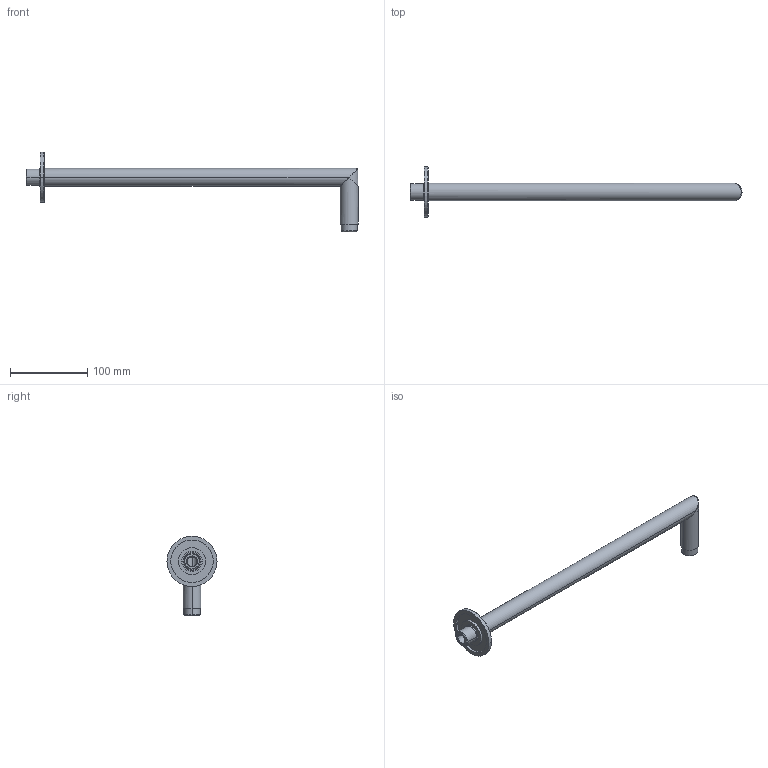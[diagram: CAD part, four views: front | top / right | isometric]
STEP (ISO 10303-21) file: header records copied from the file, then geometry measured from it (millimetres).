
FILE_DESCRIPTION(('CATIA V5 STEP Exchange','CAx-IF Rec.Pracs.--- Model Styling and Organization---1.5--- 2016-08-15','CAx-IF Rec.Pracs.---Supplemental Geometry---1.0---2011-11-01','CAx-IF Rec.Pracs.--- Composite Materials ---3.4---2017-06-13','CAx-IF Rec.Pracs.---Tessellated 3D Geometry---1.0---2015-12-17'),'2;1');
FILE_NAME('DSL13531 Braccio Doccia Oriz. L.400mm XION.stp','2025-07-11T11:56:18+00:00',('none'),('none'),'CATIA Version 5-6 Release 2020 SP3','CATIA V5 STEP AP242 v2','none');
FILE_SCHEMA(('AP242_MANAGED_MODEL_BASED_3D_ENGINEERING_MIM_LF {1 0 10303 442 1 1 4}'));
Length unit declared in the file: millimetre
Products named in the file (3): DSL13531; P47343; P47344
Assembly tree (2 placements, depth 2):
  DSL13531
    P47343
    P47344
Bounding box: 430 x 65 x 103 mm (x, y, z)
Volume: 147669.9 mm3; surface area: 63611.1 mm2
Topology: 2 solids, 2 shells, 54 faces, 117 edges, 69 vertices
Faces by surface type: cylinder 25, plane 14, cone 12, bspline 3
Entity records: 1874 total; most frequent: CARTESIAN_POINT 759, ORIENTED_EDGE 226, DIRECTION 178, EDGE_CURVE 113, AXIS2_PLACEMENT_3D 98, VERTEX_POINT 69, EDGE_LOOP 64, CIRCLE 59
